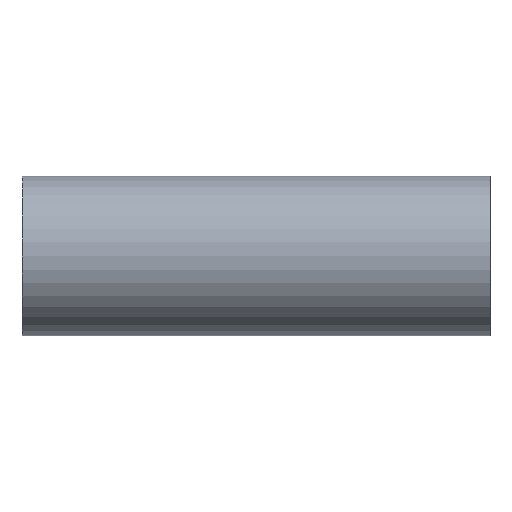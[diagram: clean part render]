
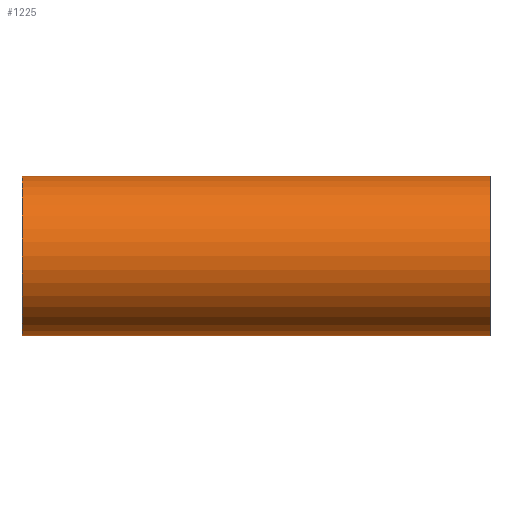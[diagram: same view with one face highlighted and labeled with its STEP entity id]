
A CAD part, left-side view. The second image highlights one B-rep face of the part: STEP entity #1225.
In plain terms, the highlighted cylindrical face has radius 20.5 mm (diameter 41 mm), a full revolution.
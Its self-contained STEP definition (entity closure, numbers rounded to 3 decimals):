
#921=CARTESIAN_POINT('',(0.,0.0,-20.5));
#922=VERTEX_POINT('',#921);
#923=CARTESIAN_POINT('',(0.,0.0,20.5));
#924=VERTEX_POINT('',#923);
#925=CARTESIAN_POINT('',(0.,0.0,0.0));
#926=DIRECTION('',(0.739,-0.673,0.));
#927=DIRECTION('',(0.673,0.739,0.0));
#928=AXIS2_PLACEMENT_3D('',#925,#926,#927);
#929=ELLIPSE('',#928,30.438,20.5);
#930=EDGE_CURVE('',#922,#924,#929,.T.);
#1123=CARTESIAN_POINT('',(0.,0.0,0.0));
#1124=DIRECTION('',(0.739,0.673,0.));
#1125=DIRECTION('',(0.673,-0.739,0.0));
#1126=AXIS2_PLACEMENT_3D('',#1123,#1124,#1125);
#1127=ELLIPSE('',#1126,30.438,20.5);
#1128=EDGE_CURVE('',#924,#922,#1127,.T.);
#1194=CARTESIAN_POINT('',(0.,0.,0.0));
#1195=DIRECTION('',(0.,-1.0,0.0));
#1196=DIRECTION('',(1.0,0.0,0.0));
#1197=AXIS2_PLACEMENT_3D('',#1194,#1195,#1196);
#1198=CYLINDRICAL_SURFACE('',#1197,20.5);
#1199=CARTESIAN_POINT('',(20.5,-60.0,0.0));
#1200=VERTEX_POINT('',#1199);
#1201=CARTESIAN_POINT('',(0.,-60.0,0.0));
#1202=DIRECTION('',(0.0,-1.0,0.0));
#1203=DIRECTION('',(1.0,0.0,0.0));
#1204=AXIS2_PLACEMENT_3D('',#1201,#1202,#1203);
#1205=CIRCLE('',#1204,20.5);
#1206=EDGE_CURVE('',#1200,#1200,#1205,.T.);
#1207=ORIENTED_EDGE('',*,*,#1206,.F.);
#1208=EDGE_LOOP('',(#1207));
#1209=FACE_OUTER_BOUND('',#1208,.T.);
#1210=ORIENTED_EDGE('',*,*,#930,.F.);
#1211=ORIENTED_EDGE('',*,*,#1128,.F.);
#1212=EDGE_LOOP('',(#1210,#1211));
#1213=FACE_BOUND('',#1212,.T.);
#1214=CARTESIAN_POINT('',(20.5,60.0,0.0));
#1215=VERTEX_POINT('',#1214);
#1216=CARTESIAN_POINT('',(0.,60.,0.0));
#1217=DIRECTION('',(0.0,-1.0,0.0));
#1218=DIRECTION('',(1.0,0.0,0.0));
#1219=AXIS2_PLACEMENT_3D('',#1216,#1217,#1218);
#1220=CIRCLE('',#1219,20.5);
#1221=EDGE_CURVE('',#1215,#1215,#1220,.T.);
#1222=ORIENTED_EDGE('',*,*,#1221,.T.);
#1223=EDGE_LOOP('',(#1222));
#1224=FACE_BOUND('',#1223,.T.);
#1225=ADVANCED_FACE('',(#1209,#1213,#1224),#1198,.T.);
